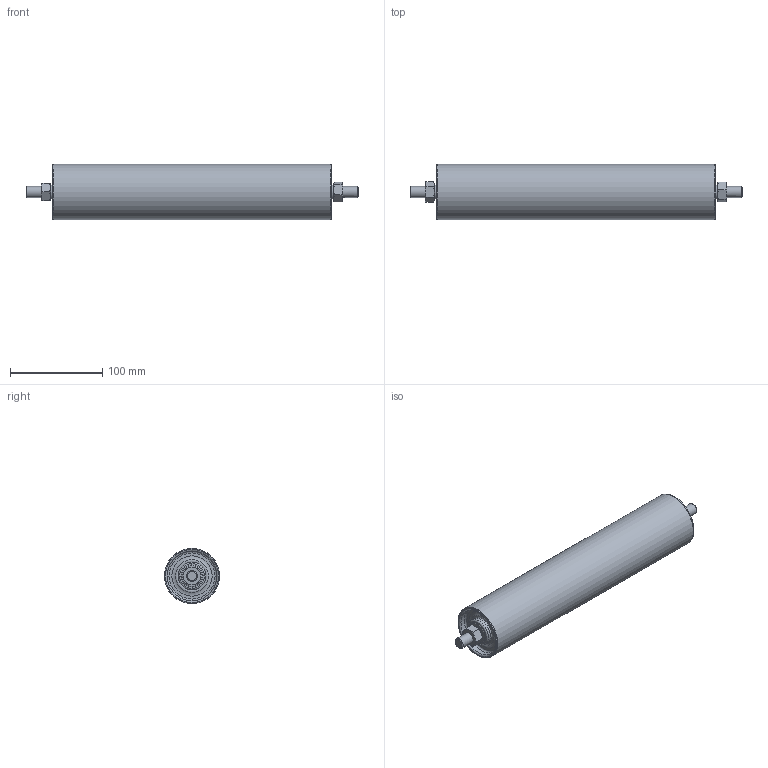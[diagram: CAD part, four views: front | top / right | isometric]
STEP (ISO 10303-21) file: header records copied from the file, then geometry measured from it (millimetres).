
FILE_DESCRIPTION((''),'2;1');
FILE_NAME('TR1_60x2,0_ST_A12_ML300_AL360_AGW.stp','2013-12-30T12:27:04',('ALFOTEC GmbH'),(''),'Autodesk Inventor 2013','Autodesk Inventor 2013','Die Weitergabe, Vervielfaeltigung und Verwertung der technischen Zeichnung ist nur mit ausdruecklicher Einwilligung des Urhebers gestattet. Technische Aenderungen sowie bei Verstoessen Ansprueche auf Schadenersatz (auch fuer den Fall einer Patent-, Gebra');
FILE_SCHEMA(('CONFIG_CONTROL_DESIGN'));
Length unit declared in the file: millimetre
Products named in the file (1): TR1_60x2,0_ST_A12_ML300_AL360_AGW
Bounding box: 360 x 60 x 60 mm (x, y, z)
Volume: 839046.7 mm3; surface area: 70130.7 mm2
Topology: 1 solids, 1 shells, 81 faces, 161 edges, 96 vertices
Faces by surface type: plane 28, cone 26, torus 16, cylinder 11
Full cylindrical faces by diameter (mm): 12 x2, 16 x2, 30.1 x2, 53.9 x2, 59.5 x2, 60 x1
Entity records: 1911 total; most frequent: CARTESIAN_POINT 394, DIRECTION 308, ORIENTED_EDGE 252, AXIS2_PLACEMENT_3D 148, EDGE_CURVE 126, EDGE_LOOP 124, VERTEX_POINT 90, FACE_OUTER_BOUND 81
